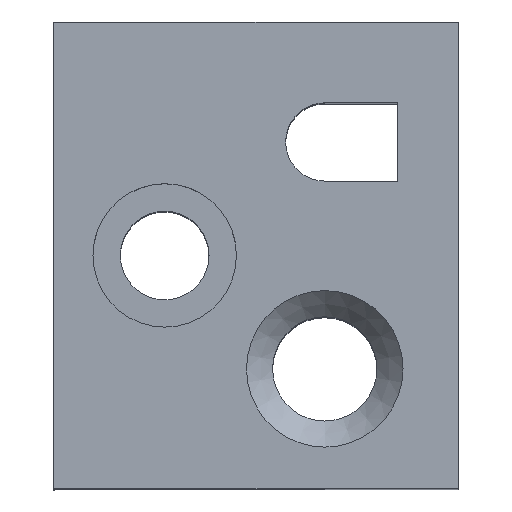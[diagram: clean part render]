
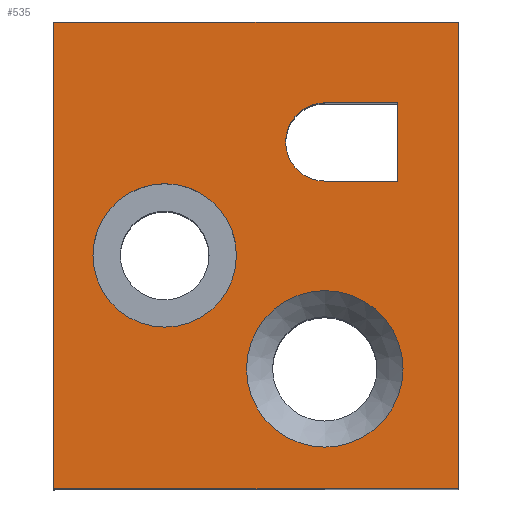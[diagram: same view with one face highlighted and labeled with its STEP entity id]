
A CAD part, top view. The second image highlights one B-rep face of the part: STEP entity #535.
In plain terms, the highlighted planar face has unit normal (0, 0, 1).
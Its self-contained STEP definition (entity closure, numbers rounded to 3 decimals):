
#28=FACE_BOUND('',#98,.T.);
#29=FACE_BOUND('',#99,.T.);
#30=FACE_BOUND('',#100,.T.);
#43=CIRCLE('',#580,3.);
#44=CIRCLE('',#582,1.5);
#45=CIRCLE('',#583,2.75);
#67=FACE_OUTER_BOUND('',#97,.T.);
#97=EDGE_LOOP('',(#389,#390,#391,#392));
#98=EDGE_LOOP('',(#393,#394,#395,#396));
#99=EDGE_LOOP('',(#397));
#100=EDGE_LOOP('',(#398));
#135=LINE('',#786,#188);
#143=LINE('',#802,#196);
#146=LINE('',#810,#199);
#154=LINE('',#829,#207);
#155=LINE('',#832,#208);
#156=LINE('',#834,#209);
#157=LINE('',#836,#210);
#188=VECTOR('',#629,10.);
#196=VECTOR('',#639,10.);
#199=VECTOR('',#646,10.);
#207=VECTOR('',#662,10.);
#208=VECTOR('',#663,10.);
#209=VECTOR('',#664,10.);
#210=VECTOR('',#665,10.);
#241=VERTEX_POINT('',#784);
#242=VERTEX_POINT('',#785);
#249=VERTEX_POINT('',#801);
#252=VERTEX_POINT('',#809);
#259=VERTEX_POINT('',#825);
#260=VERTEX_POINT('',#830);
#261=VERTEX_POINT('',#831);
#262=VERTEX_POINT('',#833);
#263=VERTEX_POINT('',#835);
#264=VERTEX_POINT('',#838);
#289=EDGE_CURVE('',#241,#242,#135,.T.);
#297=EDGE_CURVE('',#249,#242,#143,.T.);
#301=EDGE_CURVE('',#252,#249,#146,.T.);
#310=EDGE_CURVE('',#259,#259,#43,.T.);
#311=EDGE_CURVE('',#241,#252,#154,.T.);
#312=EDGE_CURVE('',#260,#261,#155,.T.);
#313=EDGE_CURVE('',#261,#262,#156,.T.);
#314=EDGE_CURVE('',#262,#263,#157,.T.);
#315=EDGE_CURVE('',#260,#263,#44,.T.);
#316=EDGE_CURVE('',#264,#264,#45,.T.);
#389=ORIENTED_EDGE('',*,*,#289,.F.);
#390=ORIENTED_EDGE('',*,*,#311,.T.);
#391=ORIENTED_EDGE('',*,*,#301,.T.);
#392=ORIENTED_EDGE('',*,*,#297,.T.);
#393=ORIENTED_EDGE('',*,*,#312,.T.);
#394=ORIENTED_EDGE('',*,*,#313,.T.);
#395=ORIENTED_EDGE('',*,*,#314,.T.);
#396=ORIENTED_EDGE('',*,*,#315,.F.);
#397=ORIENTED_EDGE('',*,*,#316,.T.);
#398=ORIENTED_EDGE('',*,*,#310,.F.);
#517=PLANE('',#581);
#535=ADVANCED_FACE('',(#67,#28,#29,#30),#517,.T.);
#580=AXIS2_PLACEMENT_3D('',#827,#658,#659);
#581=AXIS2_PLACEMENT_3D('',#828,#660,#661);
#582=AXIS2_PLACEMENT_3D('',#837,#666,#667);
#583=AXIS2_PLACEMENT_3D('',#839,#668,#669);
#629=DIRECTION('',(1.,0.,0.));
#639=DIRECTION('',(0.,1.,0.));
#646=DIRECTION('',(1.,0.,0.));
#658=DIRECTION('center_axis',(0.,0.,
1.));
#659=DIRECTION('ref_axis',(0.,-1.,0.));
#660=DIRECTION('center_axis',(0.,0.,
1.));
#661=DIRECTION('ref_axis',(0.,-1.,0.));
#662=DIRECTION('',(0.,-1.,0.));
#663=DIRECTION('',(1.,0.,0.));
#664=DIRECTION('',(0.,-1.,0.));
#665=DIRECTION('',(-1.,0.,0.));
#666=DIRECTION('center_axis',(0.,0.,
1.));
#667=DIRECTION('ref_axis',(0.,-1.,0.));
#668=DIRECTION('center_axis',(0.,0.,
-1.));
#669=DIRECTION('ref_axis',(0.,-1.,0.));
#784=CARTESIAN_POINT('',(-10.901,98.419,-108.135));
#785=CARTESIAN_POINT('',(4.625,98.419,-108.135));
#786=CARTESIAN_POINT('',(-7.27,98.419,-108.135));
#801=CARTESIAN_POINT('',(4.625,80.519,-108.135));
#802=CARTESIAN_POINT('',(4.625,90.414,-108.135));
#809=CARTESIAN_POINT('',(-10.901,80.519,-108.135));
#810=CARTESIAN_POINT('',(-10.901,80.519,-108.135));
#825=CARTESIAN_POINT('',(-0.501,88.119,-108.135));
#827=CARTESIAN_POINT('Origin',(-0.501,85.119,-108.135));
#828=CARTESIAN_POINT('Origin',(-3.638,89.469,-108.135));
#829=CARTESIAN_POINT('',(-10.901,98.419,-108.135));
#830=CARTESIAN_POINT('',(-0.501,95.319,-108.135));
#831=CARTESIAN_POINT('',(2.299,95.319,-108.135));
#832=CARTESIAN_POINT('',(-3.101,95.319,-108.135));
#833=CARTESIAN_POINT('',(2.299,92.319,-108.135));
#834=CARTESIAN_POINT('',(2.299,95.319,-108.135));
#835=CARTESIAN_POINT('',(-0.501,92.319,-108.135));
#836=CARTESIAN_POINT('',(0.299,92.319,-108.135));
#837=CARTESIAN_POINT('Origin',(-0.501,93.819,-108.135));
#838=CARTESIAN_POINT('',(-6.638,92.219,-108.135));
#839=CARTESIAN_POINT('Origin',(-6.638,89.469,-108.135));
